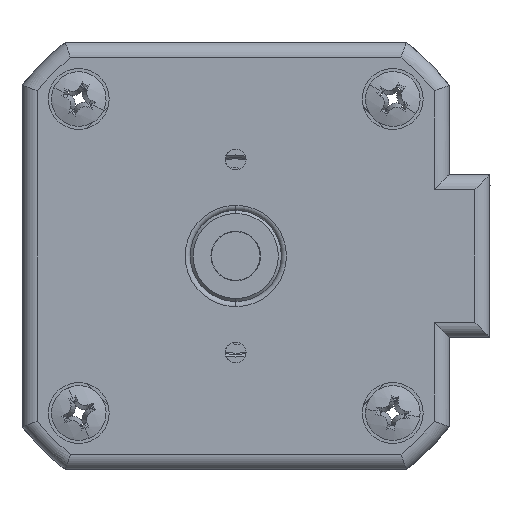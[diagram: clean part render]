
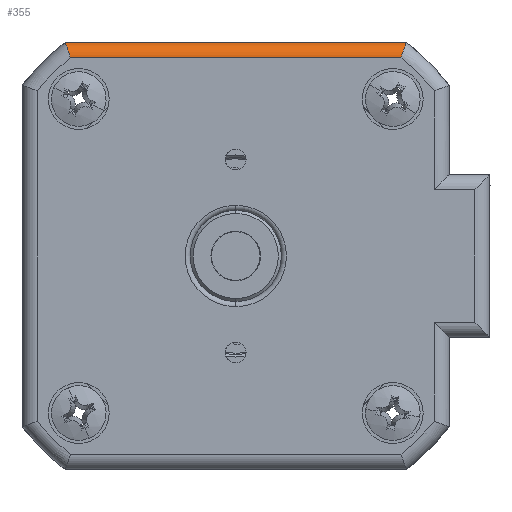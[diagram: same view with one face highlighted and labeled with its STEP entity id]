
A CAD part, front view. The second image highlights one B-rep face of the part: STEP entity #355.
In plain terms, the highlighted cylindrical face has radius 1.5 mm (diameter 3 mm), a partial arc.
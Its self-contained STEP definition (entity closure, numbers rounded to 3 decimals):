
#15 = CARTESIAN_POINT ( 'NONE',  ( -21.485, -20.731, 37.539 ) ) ;
#81 = CARTESIAN_POINT ( 'NONE',  ( -21.537, -20.357, 37.687 ) ) ;
#107 = LINE ( 'NONE', #1669, #9358 ) ;
#273 = VERTEX_POINT ( 'NONE', #798 ) ;
#355 = ADVANCED_FACE ( 'NONE', ( #4283 ), #7875, .T. ) ;
#593 = VERTEX_POINT ( 'NONE', #9802 ) ;
#732 = ORIENTED_EDGE ( 'NONE', *, *, #10071, .F. ) ;
#798 = CARTESIAN_POINT ( 'NONE',  ( -21.021, -21.457, 36.238 ) ) ;
#899 = CARTESIAN_POINT ( 'NONE',  ( -21.551, -20.16, 37.728 ) ) ;
#907 = CARTESIAN_POINT ( 'NONE',  ( -21.159, -21.42, 36.621 ) ) ;
#1203 = CARTESIAN_POINT ( 'NONE',  ( 12.134, -20.16, 37.728 ) ) ;
#1284 = CARTESIAN_POINT ( 'NONE',  ( 12.027, -20.898, 37.423 ) ) ;
#1669 = CARTESIAN_POINT ( 'NONE',  ( -4.709, -21.457, 36.238 ) ) ;
#1873 = CARTESIAN_POINT ( 'NONE',  ( 11.604, -21.457, 36.238 ) ) ;
#2338 = EDGE_CURVE ( 'NONE', #593, #3293, #7564, .T. ) ;
#2423 = EDGE_CURVE ( 'NONE', #4736, #3293, #9977, .T. ) ;
#2503 = CARTESIAN_POINT ( 'NONE',  ( -21.555, -19.957, 37.738 ) ) ;
#2827 = CARTESIAN_POINT ( 'NONE',  ( 12.137, -19.957, 37.738 ) ) ;
#2950 = VECTOR ( 'NONE', #6851, 1000. ) ;
#3115 = DIRECTION ( 'NONE',  ( 0., 0., -1. ) ) ;
#3293 = VERTEX_POINT ( 'NONE', #2827 ) ;
#3344 = CARTESIAN_POINT ( 'NONE',  ( -21.09, -21.457, 36.428 ) ) ;
#3693 = ORIENTED_EDGE ( 'NONE', *, *, #5673, .F. ) ;
#3713 = CARTESIAN_POINT ( 'NONE',  ( 11.928, -21.17, 37.143 ) ) ;
#4207 = ORIENTED_EDGE ( 'NONE', *, *, #2423, .T. ) ;
#4283 = FACE_OUTER_BOUND ( 'NONE', #6972, .T. ) ;
#4594 = CARTESIAN_POINT ( 'NONE',  ( 12.109, -20.454, 37.657 ) ) ;
#4736 = VERTEX_POINT ( 'NONE', #7720 ) ;
#5673 = EDGE_CURVE ( 'NONE', #273, #593, #7599, .T. ) ;
#5750 = CARTESIAN_POINT ( 'NONE',  ( -21.526, -20.454, 37.657 ) ) ;
#5818 = CARTESIAN_POINT ( 'NONE',  ( -21.286, -21.277, 36.976 ) ) ;
#5830 = CARTESIAN_POINT ( 'NONE',  ( -21.021, -21.457, 36.238 ) ) ;
#6042 = CARTESIAN_POINT ( 'NONE',  ( -21.555, -19.957, 37.738 ) ) ;
#6149 = AXIS2_PLACEMENT_3D ( 'NONE', #7872, #8890, #3115 ) ;
#6851 = DIRECTION ( 'NONE',  ( 1., 0., 0. ) ) ;
#6972 = EDGE_LOOP ( 'NONE', ( #4207, #8978, #3693, #732 ) ) ;
#7071 = CARTESIAN_POINT ( 'NONE',  ( 12.137, -19.957, 37.738 ) ) ;
#7414 = DIRECTION ( 'NONE',  ( -1., 0., 0. ) ) ;
#7564 = LINE ( 'NONE', #6042, #2950 ) ;
#7599 = B_SPLINE_CURVE_WITH_KNOTS ( 'NONE', 3,
 ( #5830, #3344, #907, #5818, #9854, #9028, #15, #5750, #81, #899, #9057, #2503 ),
 .UNSPECIFIED., .F., .F.,
 ( 4, 2, 2, 2, 2, 4 ),
 ( 0., 0.001, 0.001, 0.002, 0.002, 0.002 ),
 .UNSPECIFIED. ) ;
#7720 = CARTESIAN_POINT ( 'NONE',  ( 11.604, -21.457, 36.238 ) ) ;
#7832 = CARTESIAN_POINT ( 'NONE',  ( 11.868, -21.277, 36.976 ) ) ;
#7872 = CARTESIAN_POINT ( 'NONE',  ( -21.555, -19.957, 36.238 ) ) ;
#7875 = CYLINDRICAL_SURFACE ( 'NONE', #6149, 1.5 ) ;
#8653 = CARTESIAN_POINT ( 'NONE',  ( 12.137, -20.059, 37.738 ) ) ;
#8890 = DIRECTION ( 'NONE',  ( 1., 0., 0. ) ) ;
#8978 = ORIENTED_EDGE ( 'NONE', *, *, #2338, .F. ) ;
#9028 = CARTESIAN_POINT ( 'NONE',  ( -21.444, -20.898, 37.423 ) ) ;
#9057 = CARTESIAN_POINT ( 'NONE',  ( -21.555, -20.059, 37.738 ) ) ;
#9358 = VECTOR ( 'NONE', #7414, 1000. ) ;
#9384 = CARTESIAN_POINT ( 'NONE',  ( 11.672, -21.457, 36.428 ) ) ;
#9443 = CARTESIAN_POINT ( 'NONE',  ( 11.741, -21.42, 36.621 ) ) ;
#9520 = CARTESIAN_POINT ( 'NONE',  ( 12.12, -20.357, 37.687 ) ) ;
#9551 = CARTESIAN_POINT ( 'NONE',  ( 12.067, -20.731, 37.539 ) ) ;
#9802 = CARTESIAN_POINT ( 'NONE',  ( -21.555, -19.957, 37.738 ) ) ;
#9854 = CARTESIAN_POINT ( 'NONE',  ( -21.345, -21.17, 37.143 ) ) ;
#9977 = B_SPLINE_CURVE_WITH_KNOTS ( 'NONE', 3,
 ( #1873, #9384, #9443, #7832, #3713, #1284, #9551, #4594, #9520, #1203, #8653, #7071 ),
 .UNSPECIFIED., .F., .F.,
 ( 4, 2, 2, 2, 2, 4 ),
 ( 0., 0.001, 0.001, 0.002, 0.002, 0.002 ),
 .UNSPECIFIED. ) ;
#10071 = EDGE_CURVE ( 'NONE', #4736, #273, #107, .T. ) ;
